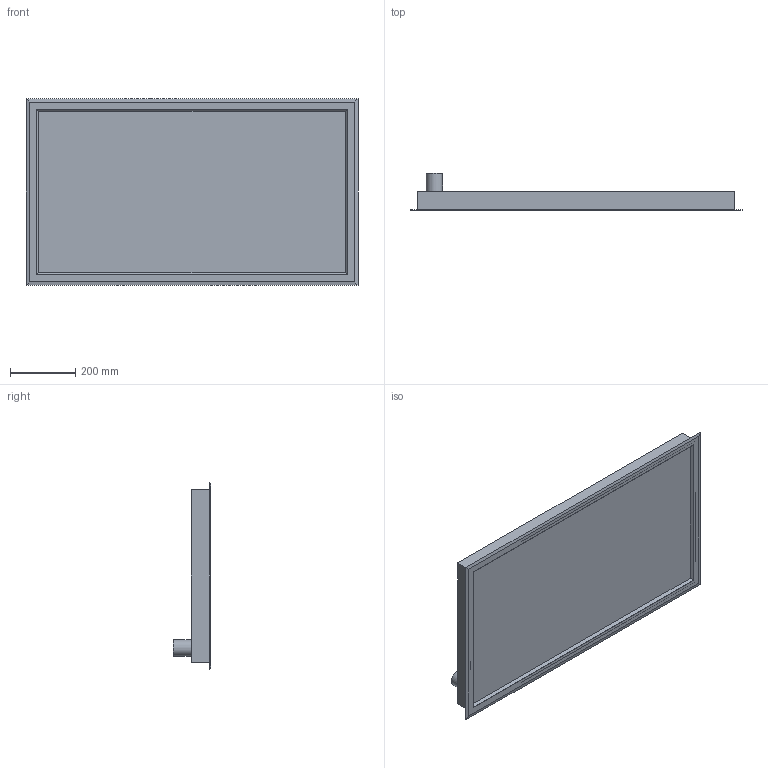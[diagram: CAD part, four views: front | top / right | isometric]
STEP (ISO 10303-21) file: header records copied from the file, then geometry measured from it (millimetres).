
FILE_DESCRIPTION(/* description */ ('Kühlplatte (stille Kühlung): Kälte extern'),/* implementation_level */ '2;1');
FILE_NAME(/* name */ '3D-AKE-00003107.stp',/* time_stamp */ '2021-09-30T11:28:28+02:00',/* author */ ('maltrim.rexhaj'),/* organization */ (''),/* preprocessor_version */ 'ST-DEVELOPER v18',/* originating_system */ 'Autodesk Inventor 2020',/* authorisation */ '');
FILE_SCHEMA (('AUTOMOTIVE_DESIGN { 1 0 10303 214 3 1 1 }'));
Length unit declared in the file: millimetre
Products named in the file (1): 3D-AKE-00003107
Bounding box: 1015 x 114 x 570 mm (x, y, z)
Volume: 26158624.6 mm3; surface area: 1351460.8 mm2
Topology: 1 solids, 1 shells, 22 faces, 49 edges, 32 vertices
Faces by surface type: plane 21, cylinder 1
Full cylindrical faces by diameter (mm): 50 x1
Entity records: 642 total; most frequent: CARTESIAN_POINT 104, DIRECTION 99, ORIENTED_EDGE 98, EDGE_CURVE 49, LINE 45, VECTOR 45, VERTEX_POINT 32, AXIS2_PLACEMENT_3D 27
